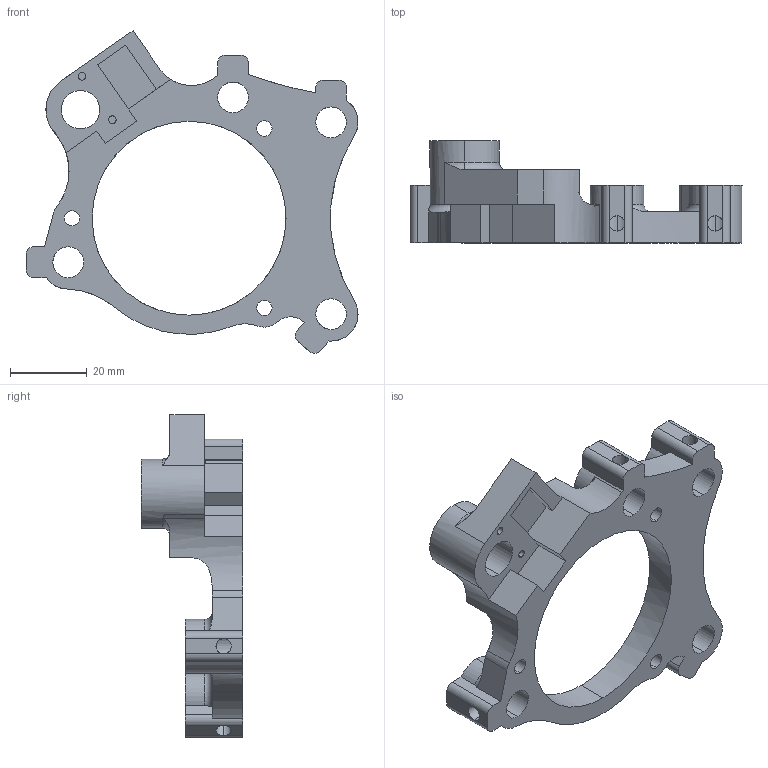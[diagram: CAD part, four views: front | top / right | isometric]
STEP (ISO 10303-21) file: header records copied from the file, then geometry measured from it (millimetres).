
FILE_DESCRIPTION (( 'STEP AP214' ), '1' );
FILE_NAME ('drill_lower base.STEP', '2025-01-12T00:04:42', ( '' ), ( '' ), 'SwSTEP 2.0', 'SolidWorks 2024', '' );
FILE_SCHEMA (( 'AUTOMOTIVE_DESIGN' ));
Length unit declared in the file: millimetre
Products named in the file (1): drill_lower base
Bounding box: 86.48 x 26.5 x 84.03 mm (x, y, z)
Volume: 27982.6 mm3; surface area: 14797.8 mm2
Topology: 1 solids, 1 shells, 124 faces, 351 edges, 225 vertices
Faces by surface type: cylinder 65, plane 45, torus 11, bspline 3
Entity records: 4604 total; most frequent: CARTESIAN_POINT 1256, DIRECTION 716, ORIENTED_EDGE 702, EDGE_CURVE 351, AXIS2_PLACEMENT_3D 277, VERTEX_POINT 225, VECTOR 162, LINE 162
